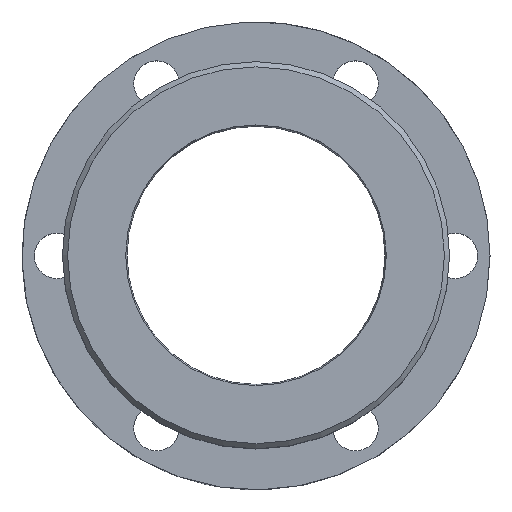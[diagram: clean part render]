
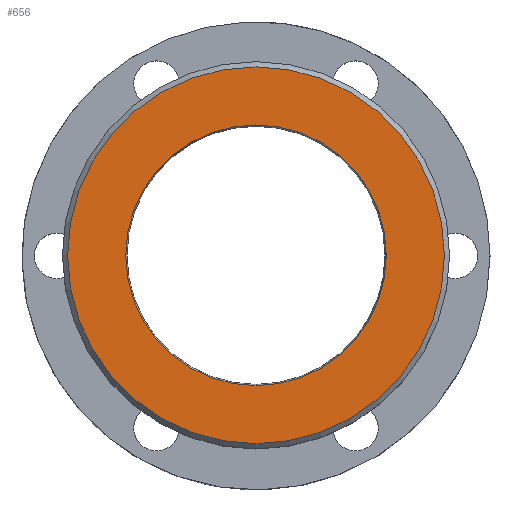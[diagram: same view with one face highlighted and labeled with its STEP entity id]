
A CAD part, top view. The second image highlights one B-rep face of the part: STEP entity #656.
In plain terms, the highlighted planar face has unit normal (0, 0, 1).
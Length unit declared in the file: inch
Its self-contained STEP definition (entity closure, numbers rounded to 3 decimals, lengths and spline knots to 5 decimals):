
#59=PLANE('',#737);
#77=FACE_BOUND('',#188,.T.);
#134=FACE_OUTER_BOUND('',#187,.T.);
#187=EDGE_LOOP('',(#475));
#188=EDGE_LOOP('',(#476));
#288=CIRCLE('',#731,0.7575);
#291=CIRCLE('',#735,1.095);
#343=VERTEX_POINT('',#1053);
#346=VERTEX_POINT('',#1060);
#404=EDGE_CURVE('',#343,#343,#288,.T.);
#407=EDGE_CURVE('',#346,#346,#291,.T.);
#475=ORIENTED_EDGE('',*,*,#407,.T.);
#476=ORIENTED_EDGE('',*,*,#404,.T.);
#656=ADVANCED_FACE('',(#134,#77),#59,.T.);
#731=AXIS2_PLACEMENT_3D('',#1054,#843,#844);
#735=AXIS2_PLACEMENT_3D('',#1061,#851,#852);
#737=AXIS2_PLACEMENT_3D('',#1064,#855,#856);
#843=DIRECTION('center_axis',(0.,0.,
-1.));
#844=DIRECTION('ref_axis',(1.,0.,0.));
#851=DIRECTION('center_axis',(0.,0.,
1.));
#852=DIRECTION('ref_axis',(-1.,0.,0.));
#855=DIRECTION('center_axis',(0.,0.,
1.));
#856=DIRECTION('ref_axis',(-1.,0.,0.));
#1053=CARTESIAN_POINT('',(-0.7575,0.,2.255));
#1054=CARTESIAN_POINT('Origin',(0.,0.,
2.255));
#1060=CARTESIAN_POINT('',(1.095,0.,2.255));
#1061=CARTESIAN_POINT('Origin',(0.,0.,
2.255));
#1064=CARTESIAN_POINT('Origin',(0.,0.,
2.255));
